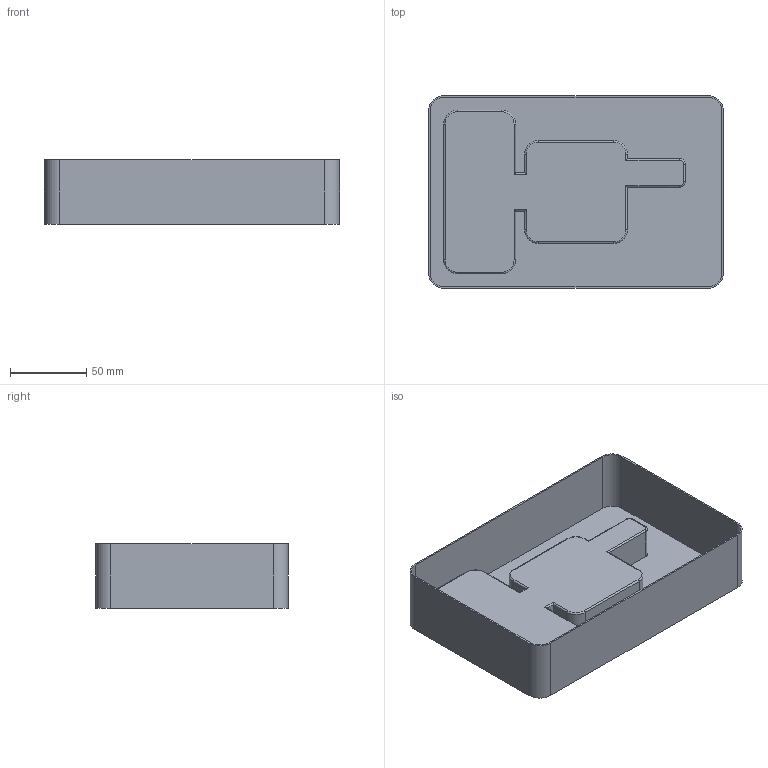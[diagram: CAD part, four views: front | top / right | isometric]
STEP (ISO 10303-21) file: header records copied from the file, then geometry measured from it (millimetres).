
FILE_DESCRIPTION(('FreeCAD Model'),'2;1');
FILE_NAME('Open CASCADE Shape Model','2022-10-26T14:13:45',(''),(''), 'Open CASCADE STEP processor 7.6','FreeCAD','Unknown');
FILE_SCHEMA(('AUTOMOTIVE_DESIGN { 1 0 10303 214 1 1 1 1 }'));
Length unit declared in the file: millimetre
Products named in the file (1): Blister
Bounding box: 193 x 126 x 42 mm (x, y, z)
Volume: 61586.4 mm3; surface area: 123793 mm2
Topology: 1 solids, 1 shells, 99 faces, 256 edges, 162 vertices
Faces by surface type: plane 45, cylinder 44, torus 10
Entity records: 6442 total; most frequent: CARTESIAN_POINT 1150, DIRECTION 1042, LINE 608, VECTOR 608, ORIENTED_EDGE 512, PCURVE 512, DEFINITIONAL_REPRESENTATION 512, EDGE_CURVE 256
